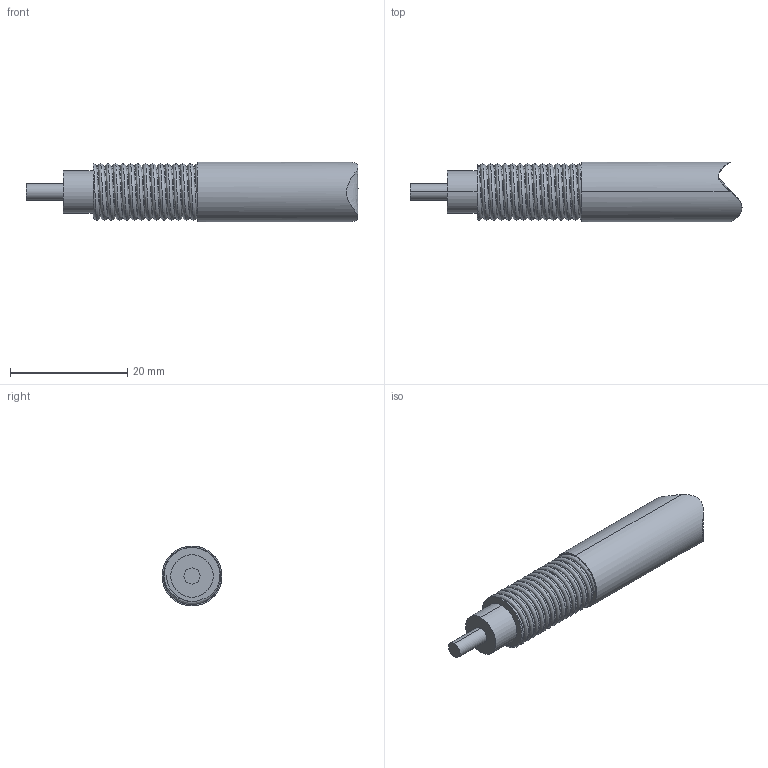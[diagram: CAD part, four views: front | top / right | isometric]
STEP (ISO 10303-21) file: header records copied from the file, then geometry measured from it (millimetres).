
FILE_DESCRIPTION (( 'STEP AP214' ), '1' );
FILE_NAME ('SPP-375-LLPL-LC_3D.STEP', '2021-09-29T22:02:12', ( '' ), ( '' ), 'SwSTEP 2.0', 'SolidWorks 2021', '' );
FILE_SCHEMA (( 'AUTOMOTIVE_DESIGN' ));
Length unit declared in the file: inch
Products named in the file (1): SPP-375-LLPL-LC_3D
Bounding box: 56.55 x 10.21 x 10.21 mm (x, y, z)
Volume: 3544.7 mm3; surface area: 1936.1 mm2
Topology: 1 solids, 1 shells, 44 faces, 117 edges, 78 vertices
Faces by surface type: cylinder 36, plane 5, bspline 3
Entity records: 6534 total; most frequent: CARTESIAN_POINT 5045, ORIENTED_EDGE 234, DIRECTION 151, EDGE_CURVE 117, VERTEX_POINT 78, AXIS2_PLACEMENT_3D 57, EDGE_LOOP 47, LENGTH_MEASURE_WITH_UNIT 44
